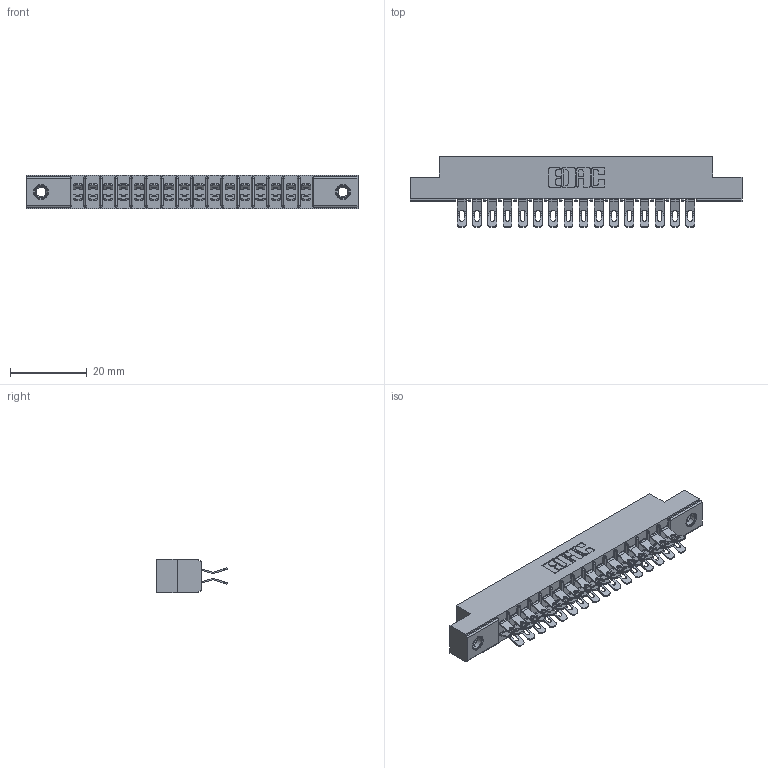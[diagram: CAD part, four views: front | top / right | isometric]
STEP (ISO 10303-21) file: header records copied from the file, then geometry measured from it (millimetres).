
FILE_DESCRIPTION (( 'STEP AP203' ), '1' );
FILE_NAME ('355-032-555-507.STEP', '2019-09-11T08:10:55', ( '' ), ( '' ), 'SwSTEP 2.0', 'SolidWorks 2016', '' );
FILE_SCHEMA (( 'CONFIG_CONTROL_DESIGN' ));
Length unit declared in the file: inch
Products named in the file (4): 305-290-001_555; 345-250-001_345-250-005-103; 355-032-555-507; 305 Part_.156 Dia
Assembly tree (35 placements, depth 2):
  355-032-555-507
    305 Part_.156 Dia
    305-290-001_555  x32
    345-250-001_345-250-005-103  x2
Bounding box: 86.41 x 18.41 x 8.71 mm (x, y, z)
Volume: 5282.8 mm3; surface area: 10714.4 mm2
Topology: 35 solids, 35 shells, 2288 faces, 6772 edges, 4420 vertices
Faces by surface type: plane 1124, cylinder 1084, sphere 64, cone 12, torus 4
Entity records: 22298 total; most frequent: CARTESIAN_POINT 3691, ORIENTED_EDGE 3644, DIRECTION 3596, EDGE_CURVE 1822, VECTOR 1422, LINE 1422, VERTEX_POINT 1166, AXIS2_PLACEMENT_3D 1087
